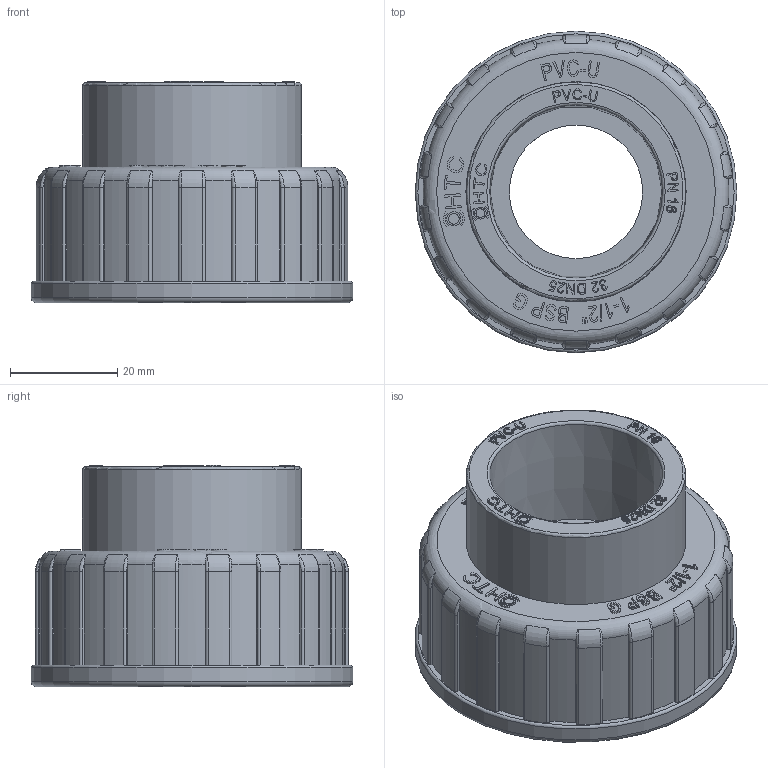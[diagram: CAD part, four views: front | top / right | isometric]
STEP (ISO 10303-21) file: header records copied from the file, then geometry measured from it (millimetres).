
FILE_DESCRIPTION(/* description */ (''),/* implementation_level */ '2;1');
FILE_NAME(/* name */ 'AFS606.050.032.step',/* time_stamp */ '2025-12-12T13:29:31+01:00',/* author */ (''),/* organization */ (''),/* preprocessor_version */ 'ST-DEVELOPER v20.1',/* originating_system */ 'Autodesk Translation Framework v14.21.0.0',/* authorisation */ '');
FILE_SCHEMA (('AUTOMOTIVE_DESIGN { 1 0 10303 214 3 1 1 }'));
Length unit declared in the file: millimetre
Products named in the file (1): 2025-12-10-10-52-50-198
Bounding box: 60 x 60 x 41.3 mm (x, y, z)
Volume: 43300.4 mm3; surface area: 23163.6 mm2
Topology: 3 solids, 3 shells, 1566 faces, 4469 edges, 2966 vertices
Faces by surface type: plane 1372, cylinder 108, bspline 61, torus 24, cone 1
Full cylindrical faces by diameter (mm): 1.635 x1, 1.962 x1, 2.18 x1, 2.616 x1, 24.9 x1, 32.521 x1, 40.9 x1, 41.1 x1, 42.521 x1, 44 x1, 44.845 x7, 47.803 x7, 60 x1
Entity records: 57223 total; most frequent: CARTESIAN_POINT 16521, ORIENTED_EDGE 8938, DIRECTION 7627, EDGE_CURVE 4469, LINE 4017, VECTOR 4017, VERTEX_POINT 2966, AXIS2_PLACEMENT_3D 1805
